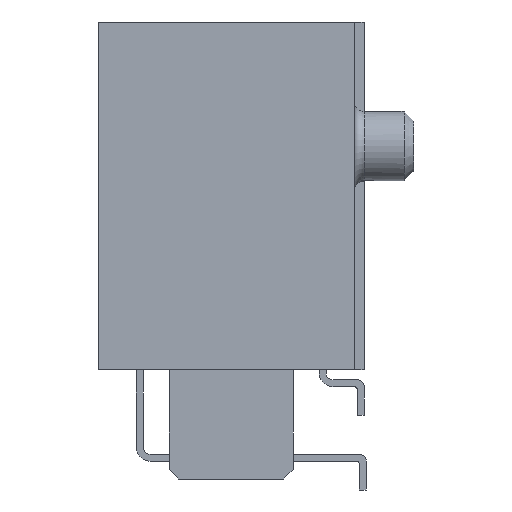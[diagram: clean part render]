
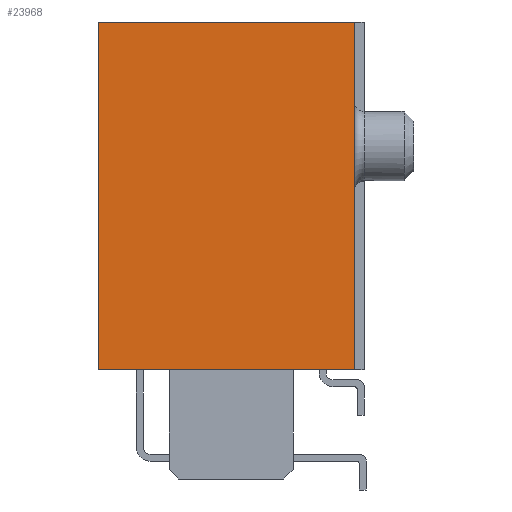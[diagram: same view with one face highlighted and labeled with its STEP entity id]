
A CAD part, left-side view. The second image highlights one B-rep face of the part: STEP entity #23968.
In plain terms, the highlighted planar face has unit normal (-1, 0, 0).
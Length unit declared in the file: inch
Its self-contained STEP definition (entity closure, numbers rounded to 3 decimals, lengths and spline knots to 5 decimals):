
#1919=ORIENTED_EDGE('',*,*,#9039,.T.);
#1920=ORIENTED_EDGE('',*,*,#9040,.T.);
#1921=ORIENTED_EDGE('',*,*,#8650,.F.);
#1922=ORIENTED_EDGE('',*,*,#9020,.T.);
#8650=EDGE_CURVE('',#12284,#12285,#14740,.T.);
#9020=EDGE_CURVE('',#12284,#12510,#15110,.T.);
#9039=EDGE_CURVE('',#12510,#12525,#15129,.T.);
#9040=EDGE_CURVE('',#12525,#12285,#15130,.T.);
#12284=VERTEX_POINT('',#34482);
#12285=VERTEX_POINT('',#34484);
#12510=VERTEX_POINT('',#35155);
#12525=VERTEX_POINT('',#35195);
#14740=LINE('',#34483,#17778);
#15110=LINE('',#35156,#18148);
#15129=LINE('',#35194,#18167);
#15130=LINE('',#35196,#18168);
#17778=VECTOR('',#27407,39.37008);
#18148=VECTOR('',#27931,39.37008);
#18167=VECTOR('',#27960,39.37008);
#18168=VECTOR('',#27961,39.37008);
#20555=EDGE_LOOP('',(#1919,#1920,#1921,#1922));
#21801=FACE_BOUND('',#20555,.T.);
#23041=PLANE('',#25235);
#23968=ADVANCED_FACE('',(#21801),#23041,.F.);
#25235=AXIS2_PLACEMENT_3D('',#35193,#27958,#27959);
#27407=DIRECTION('',(0.,0.,1.));
#27931=DIRECTION('',(0.,-1.,0.));
#27958=DIRECTION('',(1.,0.,0.));
#27959=DIRECTION('',(0.,0.,-1.));
#27960=DIRECTION('',(0.,0.,1.));
#27961=DIRECTION('',(0.,1.,0.));
#34482=CARTESIAN_POINT('',(-0.48307,0.35,-0.134));
#34483=CARTESIAN_POINT('',(-0.48307,0.35,-0.134));
#34484=CARTESIAN_POINT('',(-0.48307,0.35,0.124));
#35155=CARTESIAN_POINT('',(-0.48307,0.,-0.134));
#35156=CARTESIAN_POINT('',(-0.48307,0.03,-0.134));
#35193=CARTESIAN_POINT('',(-0.48307,0.03,-0.134));
#35194=CARTESIAN_POINT('',(-0.48307,0.,-0.134));
#35195=CARTESIAN_POINT('',(-0.48307,0.,0.124));
#35196=CARTESIAN_POINT('',(-0.48307,0.,0.124));
